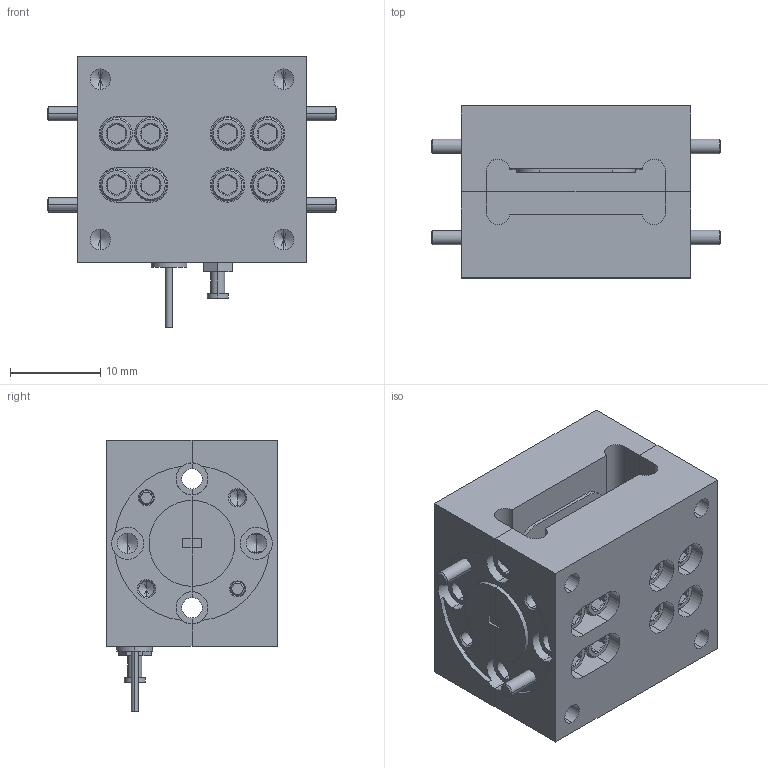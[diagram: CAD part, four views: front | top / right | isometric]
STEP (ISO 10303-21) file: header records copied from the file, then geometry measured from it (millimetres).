
FILE_DESCRIPTION (( 'STEP AP214' ), '1' );
FILE_NAME ('BG-SF-3-A Defeatured.STEP', '2024-04-10T22:15:59', ( '' ), ( '' ), 'SwSTEP 2.0', 'SolidWorks 2021', '' );
FILE_SCHEMA (( 'AUTOMOTIVE_DESIGN' ));
Length unit declared in the file: inch
Products named in the file (1): BG-SF-3-A Defeatured
Bounding box: 32.13 x 19.05 x 30.1 mm (x, y, z)
Volume: 8983.3 mm3; surface area: 5729.1 mm2
Topology: 3 solids, 7 shells, 658 faces, 1642 edges, 1024 vertices
Faces by surface type: plane 266, cone 200, cylinder 184, bspline 8
Entity records: 25155 total; most frequent: CARTESIAN_POINT 6317, DIRECTION 3296, ORIENTED_EDGE 3236, EDGE_CURVE 1618, AXIS2_PLACEMENT_3D 1243, VERTEX_POINT 1024, LINE 810, VECTOR 810
